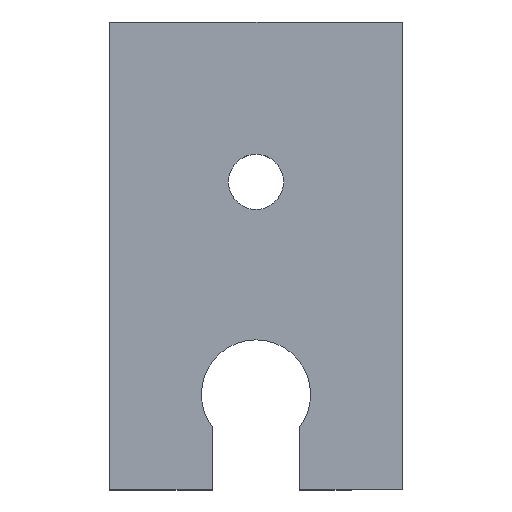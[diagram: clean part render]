
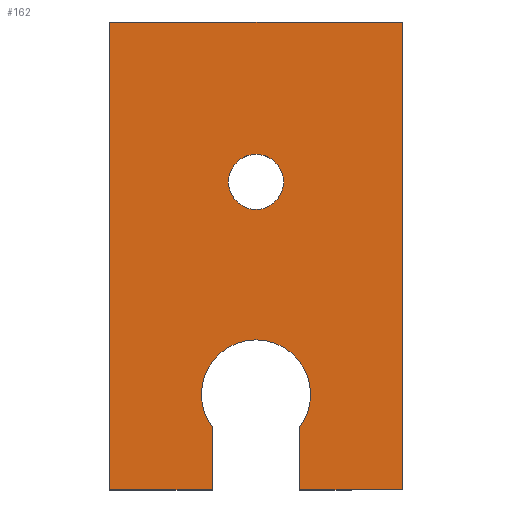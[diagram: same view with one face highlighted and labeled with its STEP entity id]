
A CAD part, top view. The second image highlights one B-rep face of the part: STEP entity #162.
In plain terms, the highlighted planar face has unit normal (0, 0, 1).
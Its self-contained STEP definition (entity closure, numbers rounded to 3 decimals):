
#19 = VECTOR ( 'NONE', #244, 1000. ) ;
#23 = VERTEX_POINT ( 'NONE', #496 ) ;
#38 = ORIENTED_EDGE ( 'NONE', *, *, #147, .F. ) ;
#40 = DIRECTION ( 'NONE',  ( 1., 0., 0. ) ) ;
#42 = CARTESIAN_POINT ( 'NONE',  ( -75., 283.814, 10. ) ) ;
#46 = VECTOR ( 'NONE', #160, 1000. ) ;
#49 = EDGE_CURVE ( 'NONE', #450, #262, #487, .T. ) ;
#61 = EDGE_CURVE ( 'NONE', #115, #395, #512, .T. ) ;
#63 = VERTEX_POINT ( 'NONE', #351 ) ;
#73 = EDGE_CURVE ( 'NONE', #213, #115, #376, .T. ) ;
#74 = CARTESIAN_POINT ( 'NONE',  ( 0., 92.814, 10. ) ) ;
#80 = DIRECTION ( 'NONE',  ( 0., 0., 1. ) ) ;
#91 = ORIENTED_EDGE ( 'NONE', *, *, #285, .F. ) ;
#94 = VERTEX_POINT ( 'NONE', #352 ) ;
#102 = AXIS2_PLACEMENT_3D ( 'NONE', #317, #111, #463 ) ;
#111 = DIRECTION ( 'NONE',  ( 0., 0., -1. ) ) ;
#115 = VERTEX_POINT ( 'NONE', #500 ) ;
#117 = CIRCLE ( 'NONE', #457, 14.142 ) ;
#118 = DIRECTION ( 'NONE',  ( 1., 0., 0. ) ) ;
#120 = CARTESIAN_POINT ( 'NONE',  ( 75., 283.814, 10. ) ) ;
#122 = CARTESIAN_POINT ( 'NONE',  ( 22.5, 43.814, 10. ) ) ;
#127 = CARTESIAN_POINT ( 'NONE',  ( 28., 92.814, 10. ) ) ;
#128 = LINE ( 'NONE', #270, #215 ) ;
#133 = AXIS2_PLACEMENT_3D ( 'NONE', #289, #485, #379 ) ;
#136 = ORIENTED_EDGE ( 'NONE', *, *, #304, .F. ) ;
#139 = LINE ( 'NONE', #122, #46 ) ;
#142 = CARTESIAN_POINT ( 'NONE',  ( -75., 43.814, 10. ) ) ;
#144 = LINE ( 'NONE', #166, #19 ) ;
#145 = VERTEX_POINT ( 'NONE', #466 ) ;
#147 = EDGE_CURVE ( 'NONE', #94, #202, #117, .T. ) ;
#150 = ORIENTED_EDGE ( 'NONE', *, *, #49, .T. ) ;
#157 = CARTESIAN_POINT ( 'NONE',  ( -22.5, 43.814, 10. ) ) ;
#159 = AXIS2_PLACEMENT_3D ( 'NONE', #197, #439, #118 ) ;
#160 = DIRECTION ( 'NONE',  ( 0., 1., 0. ) ) ;
#162 = ADVANCED_FACE ( 'NONE', ( #369, #236 ), #228, .F. ) ;
#163 = DIRECTION ( 'NONE',  ( 0., 0., 1. ) ) ;
#166 = CARTESIAN_POINT ( 'NONE',  ( -22.5, 43.814, 10. ) ) ;
#169 = ORIENTED_EDGE ( 'NONE', *, *, #501, .F. ) ;
#178 = EDGE_CURVE ( 'NONE', #395, #450, #471, .T. ) ;
#184 = CIRCLE ( 'NONE', #133, 28. ) ;
#189 = DIRECTION ( 'NONE',  ( 1., 0., 0. ) ) ;
#197 = CARTESIAN_POINT ( 'NONE',  ( 0., 201.814, 10. ) ) ;
#202 = VERTEX_POINT ( 'NONE', #428 ) ;
#207 = ORIENTED_EDGE ( 'NONE', *, *, #276, .F. ) ;
#213 = VERTEX_POINT ( 'NONE', #502 ) ;
#215 = VECTOR ( 'NONE', #189, 1000. ) ;
#224 = ORIENTED_EDGE ( 'NONE', *, *, #296, .F. ) ;
#225 = VECTOR ( 'NONE', #272, 1000. ) ;
#228 = PLANE ( 'NONE',  #102 ) ;
#232 = ORIENTED_EDGE ( 'NONE', *, *, #250, .T. ) ;
#236 = FACE_OUTER_BOUND ( 'NONE', #490, .T. ) ;
#244 = DIRECTION ( 'NONE',  ( 0., -1., 0. ) ) ;
#250 = EDGE_CURVE ( 'NONE', #262, #291, #128, .T. ) ;
#262 = VERTEX_POINT ( 'NONE', #461 ) ;
#269 = VECTOR ( 'NONE', #455, 1000. ) ;
#270 = CARTESIAN_POINT ( 'NONE',  ( -75., 43.814, 10. ) ) ;
#272 = DIRECTION ( 'NONE',  ( -1., 0., 0. ) ) ;
#276 = EDGE_CURVE ( 'NONE', #202, #94, #334, .T. ) ;
#285 = EDGE_CURVE ( 'NONE', #23, #291, #144, .T. ) ;
#286 = DIRECTION ( 'NONE',  ( 1., 0., 0. ) ) ;
#289 = CARTESIAN_POINT ( 'NONE',  ( 0., 92.814, 10. ) ) ;
#291 = VERTEX_POINT ( 'NONE', #157 ) ;
#295 = ORIENTED_EDGE ( 'NONE', *, *, #61, .T. ) ;
#296 = EDGE_CURVE ( 'NONE', #145, #514, #447, .T. ) ;
#304 = EDGE_CURVE ( 'NONE', #63, #23, #458, .T. ) ;
#308 = VECTOR ( 'NONE', #393, 1000. ) ;
#317 = CARTESIAN_POINT ( 'NONE',  ( -75., 283.814, 10. ) ) ;
#333 = EDGE_LOOP ( 'NONE', ( #207, #38 ) ) ;
#334 = CIRCLE ( 'NONE', #159, 14.142 ) ;
#337 = ORIENTED_EDGE ( 'NONE', *, *, #73, .T. ) ;
#340 = EDGE_CURVE ( 'NONE', #213, #145, #139, .T. ) ;
#344 = CARTESIAN_POINT ( 'NONE',  ( -75., 43.814, 10. ) ) ;
#351 = CARTESIAN_POINT ( 'NONE',  ( -28., 92.814, 10. ) ) ;
#352 = CARTESIAN_POINT ( 'NONE',  ( -14.142, 201.814, 10. ) ) ;
#360 = CARTESIAN_POINT ( 'NONE',  ( 0., 201.814, 10. ) ) ;
#369 = FACE_BOUND ( 'NONE', #333, .T. ) ;
#376 = LINE ( 'NONE', #142, #505 ) ;
#379 = DIRECTION ( 'NONE',  ( 1., 0., 0. ) ) ;
#382 = AXIS2_PLACEMENT_3D ( 'NONE', #410, #80, #40 ) ;
#392 = DIRECTION ( 'NONE',  ( 1., 0., 0. ) ) ;
#393 = DIRECTION ( 'NONE',  ( 0., -1., 0. ) ) ;
#395 = VERTEX_POINT ( 'NONE', #120 ) ;
#398 = DIRECTION ( 'NONE',  ( 0., 0., 1. ) ) ;
#410 = CARTESIAN_POINT ( 'NONE',  ( 0., 92.814, 10. ) ) ;
#422 = CARTESIAN_POINT ( 'NONE',  ( 75., 43.814, 10. ) ) ;
#428 = CARTESIAN_POINT ( 'NONE',  ( 14.142, 201.814, 10. ) ) ;
#429 = AXIS2_PLACEMENT_3D ( 'NONE', #74, #163, #286 ) ;
#434 = CARTESIAN_POINT ( 'NONE',  ( -75., 283.814, 10. ) ) ;
#439 = DIRECTION ( 'NONE',  ( 0., 0., 1. ) ) ;
#443 = ORIENTED_EDGE ( 'NONE', *, *, #178, .T. ) ;
#447 = CIRCLE ( 'NONE', #382, 28. ) ;
#449 = ORIENTED_EDGE ( 'NONE', *, *, #340, .F. ) ;
#450 = VERTEX_POINT ( 'NONE', #42 ) ;
#455 = DIRECTION ( 'NONE',  ( 0., 1., 0. ) ) ;
#457 = AXIS2_PLACEMENT_3D ( 'NONE', #360, #398, #506 ) ;
#458 = CIRCLE ( 'NONE', #429, 28. ) ;
#461 = CARTESIAN_POINT ( 'NONE',  ( -75., 43.814, 10. ) ) ;
#463 = DIRECTION ( 'NONE',  ( -1., 0., 0. ) ) ;
#466 = CARTESIAN_POINT ( 'NONE',  ( 22.5, 76.148, 10. ) ) ;
#471 = LINE ( 'NONE', #434, #225 ) ;
#485 = DIRECTION ( 'NONE',  ( 0., 0., 1. ) ) ;
#487 = LINE ( 'NONE', #344, #308 ) ;
#490 = EDGE_LOOP ( 'NONE', ( #232, #91, #136, #169, #224, #449, #337, #295, #443, #150 ) ) ;
#496 = CARTESIAN_POINT ( 'NONE',  ( -22.5, 76.148, 10. ) ) ;
#500 = CARTESIAN_POINT ( 'NONE',  ( 75., 43.814, 10. ) ) ;
#501 = EDGE_CURVE ( 'NONE', #514, #63, #184, .T. ) ;
#502 = CARTESIAN_POINT ( 'NONE',  ( 22.5, 43.814, 10. ) ) ;
#505 = VECTOR ( 'NONE', #392, 1000. ) ;
#506 = DIRECTION ( 'NONE',  ( 1., 0., 0. ) ) ;
#512 = LINE ( 'NONE', #422, #269 ) ;
#514 = VERTEX_POINT ( 'NONE', #127 ) ;
